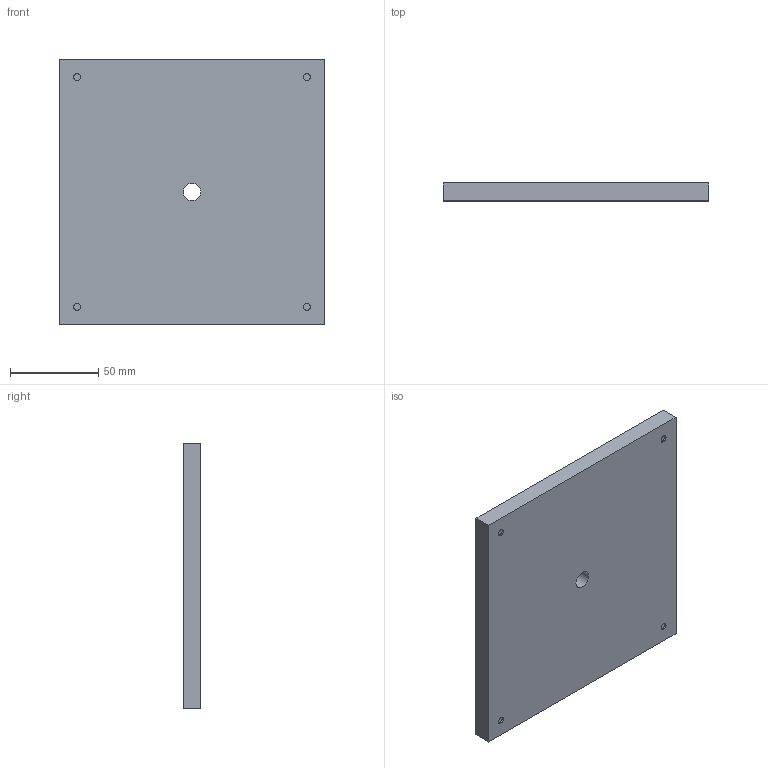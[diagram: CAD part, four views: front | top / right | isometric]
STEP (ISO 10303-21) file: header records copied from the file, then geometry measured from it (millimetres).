
FILE_DESCRIPTION(('FreeCAD Model'),'2;1');
FILE_NAME('Base.step','2019-07-22T10:54:42',('sd'),(''),'InventorImporter 0.9','FreeCAD','');
FILE_SCHEMA (('AUTOMOTIVE_DESIGN { 1 0 10303 214 1 1 1 1}'));
Length unit declared in the file: millimetre
Products named in the file (1): Body_01_L_02
Bounding box: 150 x 10 x 150 mm (x, y, z)
Surface area: 51207.3 mm2 (no closed solid volume)
Topology: 0 solids, 1 shells, 15 faces, 27 edges, 18 vertices
Faces by surface type: plane 10, cylinder 5
Full cylindrical faces by diameter (mm): 4 x4, 10 x1
Entity records: 366 total; most frequent: ORIENTED_EDGE 44, CARTESIAN_POINT 36, MECHANICAL_DESIGN_GEOMETRIC_PRESENTATION_REPRESENTATION 31, STYLED_ITEM 31, FACE_BOUND 26, EDGE_LOOP 26, AXIS2_PLACEMENT_3D 25, DIRECTION 25
